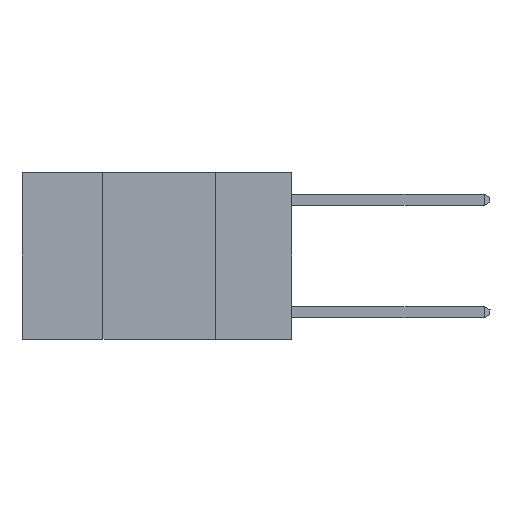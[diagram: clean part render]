
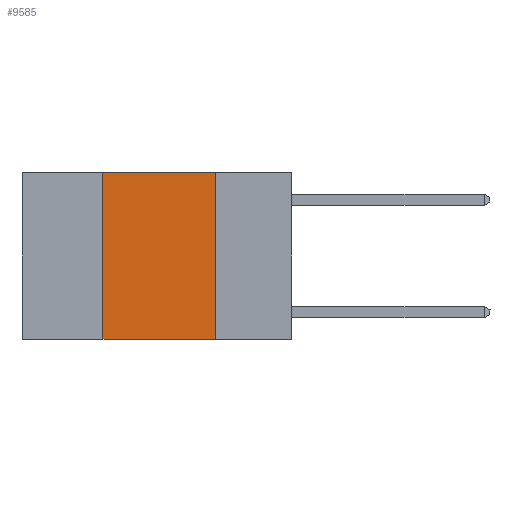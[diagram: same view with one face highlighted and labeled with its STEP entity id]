
A CAD part, left-side view. The second image highlights one B-rep face of the part: STEP entity #9585.
In plain terms, the highlighted planar face has unit normal (-1, 0, 0).
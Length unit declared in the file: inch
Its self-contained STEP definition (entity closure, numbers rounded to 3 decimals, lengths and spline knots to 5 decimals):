
#1305 = CARTESIAN_POINT ( 'NONE',  ( 0., 0.17, 0. ) ) ;
#1333 = ORIENTED_EDGE ( 'NONE', *, *, #11471, .T. ) ;
#2022 = VECTOR ( 'NONE', #3517, 39.37008 ) ;
#2297 = EDGE_CURVE ( 'NONE', #18979, #16971, #19159, .T. ) ;
#2859 = ORIENTED_EDGE ( 'NONE', *, *, #2297, .F. ) ;
#3054 = CARTESIAN_POINT ( 'NONE',  ( 0., 0.17, -0.37 ) ) ;
#3517 = DIRECTION ( 'NONE',  ( 0., 0., -1. ) ) ;
#4792 = CARTESIAN_POINT ( 'NONE',  ( 0., 0.6, 0. ) ) ;
#5000 = VERTEX_POINT ( 'NONE', #3054 ) ;
#5047 = CARTESIAN_POINT ( 'NONE',  ( 0., 0.17, 0. ) ) ;
#7628 = CARTESIAN_POINT ( 'NONE',  ( 0., 0.42, -0.37 ) ) ;
#7727 = CARTESIAN_POINT ( 'NONE',  ( 0., 0.6, 0. ) ) ;
#8453 = VECTOR ( 'NONE', #28365, 39.37008 ) ;
#9562 = VERTEX_POINT ( 'NONE', #7628 ) ;
#9585 = ADVANCED_FACE ( 'NONE', ( #10016 ), #21232, .F. ) ;
#9635 = ORIENTED_EDGE ( 'NONE', *, *, #14838, .F. ) ;
#9977 = DIRECTION ( 'NONE',  ( 1., 0., 0. ) ) ;
#10016 = FACE_OUTER_BOUND ( 'NONE', #20854, .T. ) ;
#11471 = EDGE_CURVE ( 'NONE', #9562, #5000, #12873, .T. ) ;
#12152 = EDGE_CURVE ( 'NONE', #16971, #5000, #13174, .T. ) ;
#12873 = LINE ( 'NONE', #18657, #18173 ) ;
#13128 = VECTOR ( 'NONE', #13769, 39.37008 ) ;
#13174 = LINE ( 'NONE', #1305, #2022 ) ;
#13769 = DIRECTION ( 'NONE',  ( 0., -1., 0. ) ) ;
#14838 = EDGE_CURVE ( 'NONE', #9562, #18979, #15153, .T. ) ;
#15153 = LINE ( 'NONE', #26174, #8453 ) ;
#15897 = AXIS2_PLACEMENT_3D ( 'NONE', #7727, #9977, #25837 ) ;
#16971 = VERTEX_POINT ( 'NONE', #5047 ) ;
#18173 = VECTOR ( 'NONE', #20937, 39.37008 ) ;
#18657 = CARTESIAN_POINT ( 'NONE',  ( 0., 0.6, -0.37 ) ) ;
#18979 = VERTEX_POINT ( 'NONE', #23537 ) ;
#19159 = LINE ( 'NONE', #4792, #13128 ) ;
#20854 = EDGE_LOOP ( 'NONE', ( #21311, #2859, #9635, #1333 ) ) ;
#20937 = DIRECTION ( 'NONE',  ( 0., -1., 0. ) ) ;
#21232 = PLANE ( 'NONE',  #15897 ) ;
#21311 = ORIENTED_EDGE ( 'NONE', *, *, #12152, .F. ) ;
#23537 = CARTESIAN_POINT ( 'NONE',  ( 0., 0.42, 0. ) ) ;
#25837 = DIRECTION ( 'NONE',  ( 0., 0., -1. ) ) ;
#26174 = CARTESIAN_POINT ( 'NONE',  ( 0., 0.42, 0. ) ) ;
#28365 = DIRECTION ( 'NONE',  ( 0., 0., 1. ) ) ;
